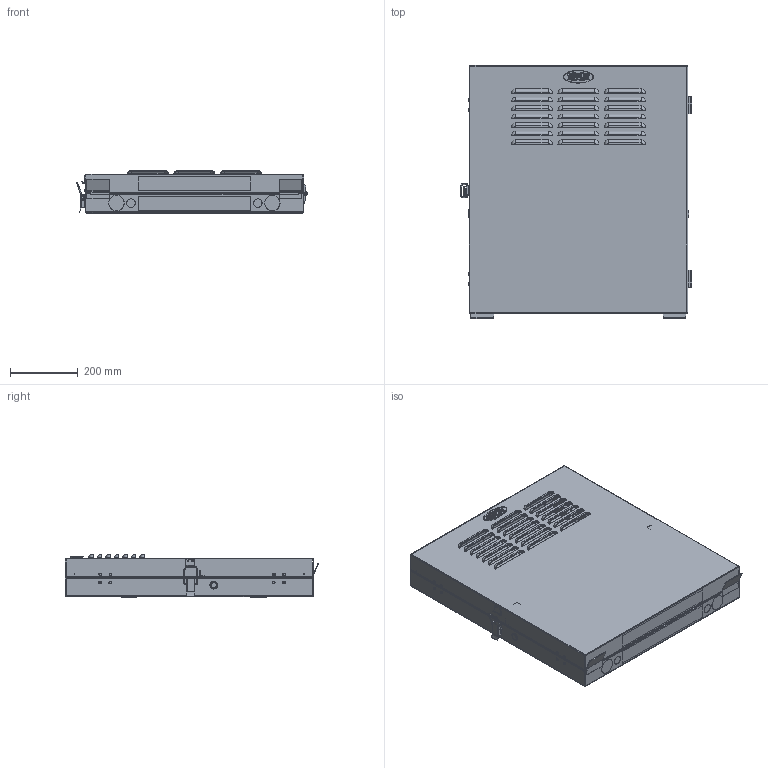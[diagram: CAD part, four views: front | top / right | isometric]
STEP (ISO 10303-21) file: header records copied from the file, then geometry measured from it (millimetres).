
FILE_DESCRIPTION (( 'STEP AP214' ), '1' );
FILE_NAME ('Tripp Lite SRWF2U.STEP', '2017-12-13T17:31:38', ( '' ), ( '' ), 'SwSTEP 2.0', 'SolidWorks 2015', '' );
FILE_SCHEMA (( 'AUTOMOTIVE_DESIGN' ));
Length unit declared in the file: inch
Products named in the file (37): LEFT BRACKET_2U LEFT BRKT; 2U DOOR GUSSET___; D963_M6X16_1-1; SIDE LOCK___; 202152_X2___; 95003A101_95003A101; SJ-DK607-1 PLATE___; D963_M6X16_1-3; LEFT PATCH BRKT_2U LEFT PATCH BRKT; WT___; D963_M6X16-3; BASE_2U BASE; RUBBER PLUG___; DK607-1 LATCH___; FRT DOOR_2U FRT DOOR; BRKT SCREW_91200A128; RIGHT PATCH BRKT_2U RIGHT PATCH BRKT; 1056-u8_asm; lead in plate___; PLUG LOCK HOLE___; 1056-03_2; 607-1A___; 1056-03_1-1; 5U HRZ MTN RAIL_2U HRZ MTN RAIL; LEFT 2U PNL MTN BRKT_LEFT 1U MTN BRKT; FRONT DOOR_2U FRONT DOOR; Tripp Lite SRWF2U; 1056-03; CAB BASE_2U CAB BASE; 390776___; RIGHT 2U PNL MTN BRKT_RIGHT 1U PNL MTN BRKT; D963_M6X16-1; BACK_SUPPORT___; 1056-07-02-1; 607-1B___; RIGHT BRACKET_2U RIGHT BRKT; 1056-03_1-3
Assembly tree (60 placements, depth 5):
  Tripp Lite SRWF2U
    CAB BASE_2U CAB BASE
      BASE_2U BASE
      LEFT BRACKET_2U LEFT BRKT
      RIGHT BRACKET_2U RIGHT BRKT
      BACK_SUPPORT___  x2
      PLUG LOCK HOLE___
      LEFT PATCH BRKT_2U LEFT PATCH BRKT
      RIGHT PATCH BRKT_2U RIGHT PATCH BRKT
      LEFT 2U PNL MTN BRKT_LEFT 1U MTN BRKT
      RIGHT 2U PNL MTN BRKT_RIGHT 1U PNL MTN BRKT
      DK607-1 LATCH___
        607-1A___
        607-1B___
      SIDE LOCK___
        WT___
        390776___
      RUBBER PLUG___  x6
      5U HRZ MTN RAIL_2U HRZ MTN RAIL  x2
      lead in plate___  x2
      BRKT SCREW_91200A128  x2
      1056-u8_asm  x2
        1056-03
          1056-03_1-1
          D963_M6X16-1
          D963_M6X16_1-1
        1056-03_2
          1056-03_1-3
          D963_M6X16-3
          D963_M6X16_1-3
        1056-07-02-1
      95003A101_95003A101  x4
    FRT DOOR_2U FRT DOOR
      FRONT DOOR_2U FRONT DOOR
      SJ-DK607-1 PLATE___
      RUBBER PLUG___  x6
      202152_X2___
      2U DOOR GUSSET___  x2
    95003A101_95003A101  x4
Bounding box: 680.01 x 744.38 x 125.29 mm (x, y, z)
Volume: 2461072.1 mm3; surface area: 3247505.8 mm2
Topology: 64 solids, 65 shells, 4087 faces, 10309 edges, 6417 vertices
Faces by surface type: plane 1886, cylinder 1766, bspline 189, cone 154, torus 92
Entity records: 104432 total; most frequent: CARTESIAN_POINT 24783, DIRECTION 14891, ORIENTED_EDGE 14808, EDGE_CURVE 7406, AXIS2_PLACEMENT_3D 5369, VERTEX_POINT 4626, LINE 4153, VECTOR 4153
